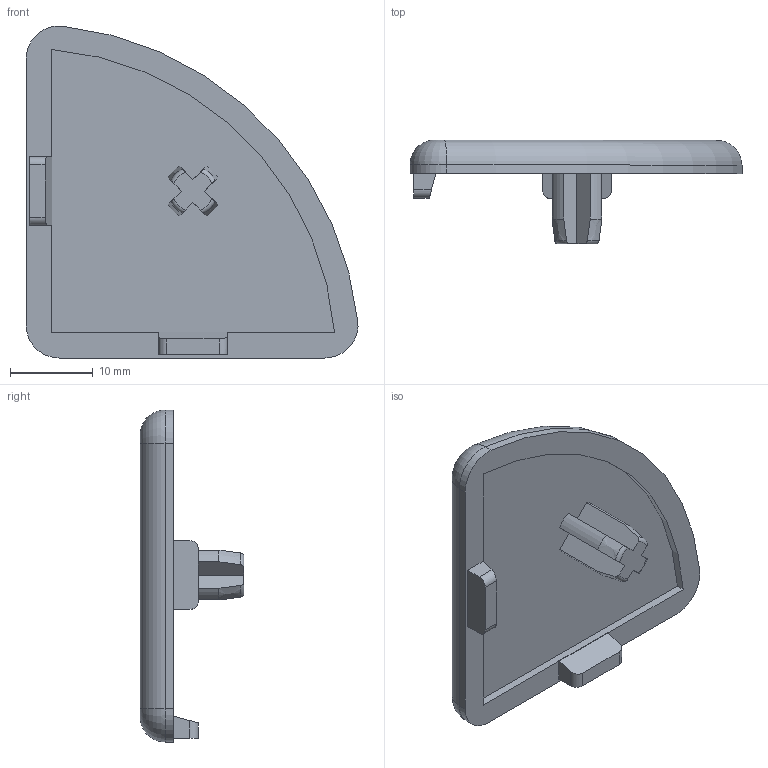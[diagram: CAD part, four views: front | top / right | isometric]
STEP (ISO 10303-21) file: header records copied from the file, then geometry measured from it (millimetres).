
FILE_DESCRIPTION(/* description */ ('STEP AP214'),/* implementation_level */ '2;1');
FILE_NAME(/* name */ '091320(high)',/* time_stamp */ '2025-09-24T13:30:52+02:00',/* author */ ('License CC BY-ND 4.0'),/* organization */ ('CADENAS'),/* preprocessor_version */ 'ST-DEVELOPER v19.3',/* originating_system */ 'PARTsolutions',/* authorisation */ ' ');
FILE_SCHEMA (('AUTOMOTIVE_DESIGN {1 0 10303 214 3 1 1}'));
Length unit declared in the file: millimetre
Products named in the file (1): 091320(high)
Bounding box: 40.02 x 12.5 x 40.02 mm (x, y, z)
Volume: 4231.5 mm3; surface area: 3361.7 mm2
Topology: 1 solids, 1 shells, 55 faces, 143 edges, 92 vertices
Faces by surface type: plane 28, cylinder 15, torus 8, cone 4
Entity records: 1727 total; most frequent: CARTESIAN_POINT 339, ORIENTED_EDGE 286, DIRECTION 283, EDGE_CURVE 143, AXIS2_PLACEMENT_3D 100, VERTEX_POINT 92, LINE 83, VECTOR 83
